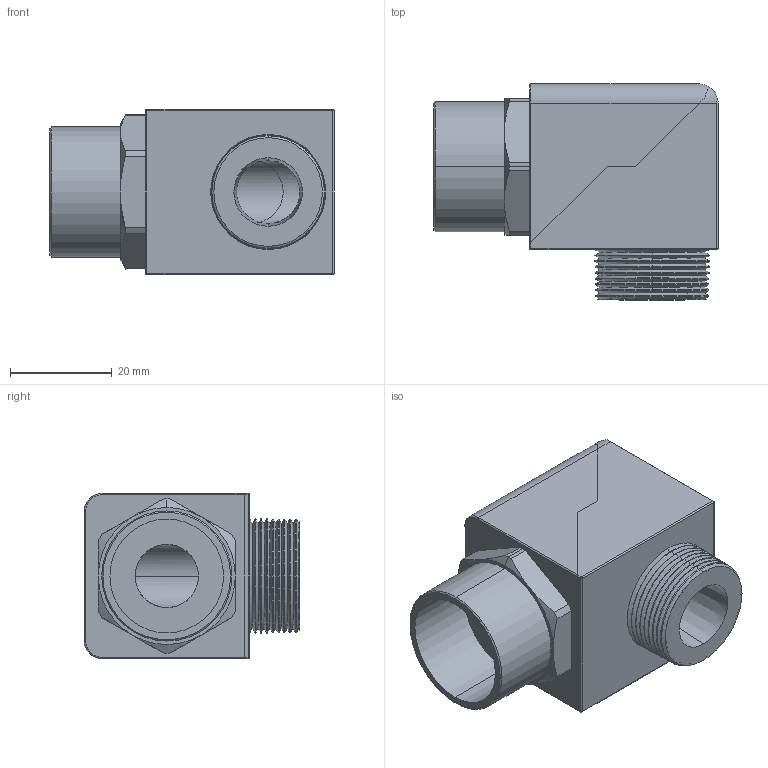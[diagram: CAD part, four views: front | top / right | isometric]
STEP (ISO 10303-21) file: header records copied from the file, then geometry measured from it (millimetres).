
FILE_DESCRIPTION (( 'STEP AP214' ), '1' );
FILE_NAME ('EM16AA-BK.STEP', '2007-12-24T02:40:14', ( '*' ), ( '' ), 'SwSTEP 2.0', 'SolidWorks 2007', '' );
FILE_SCHEMA (( 'AUTOMOTIVE_DESIGN' ));
Length unit declared in the file: inch
Products named in the file (1): EM16AA-BK
Bounding box: 55.88 x 42.42 x 32.51 mm (x, y, z)
Volume: 40410.9 mm3; surface area: 15481.7 mm2
Topology: 2 solids, 2 shells, 136 faces, 313 edges, 183 vertices
Faces by surface type: cone 67, cylinder 34, plane 31, sphere 2, torus 2
Entity records: 3910 total; most frequent: CARTESIAN_POINT 825, DIRECTION 654, ORIENTED_EDGE 622, EDGE_CURVE 311, AXIS2_PLACEMENT_3D 252, VERTEX_POINT 183, VECTOR 150, LINE 150
